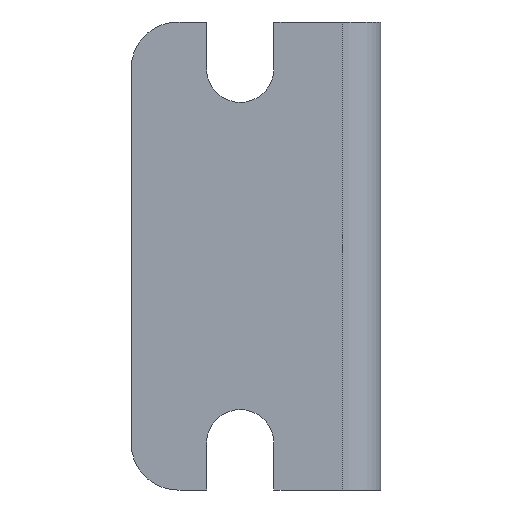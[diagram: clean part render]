
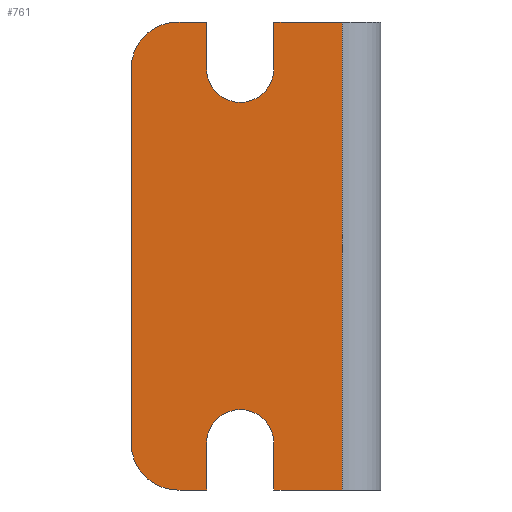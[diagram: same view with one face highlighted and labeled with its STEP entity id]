
A CAD part, front view. The second image highlights one B-rep face of the part: STEP entity #761.
In plain terms, the highlighted planar face has unit normal (0, -1, 0).
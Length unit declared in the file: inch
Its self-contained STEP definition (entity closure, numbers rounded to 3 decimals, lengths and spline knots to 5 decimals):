
#3 = DIRECTION ( 'NONE',  ( 0., 0., 1. ) ) ;
#10 = DIRECTION ( 'NONE',  ( 0., -1., 0. ) ) ;
#11 = CARTESIAN_POINT ( 'NONE',  ( -0.8125, 0., -0.93701 ) ) ;
#15 = CARTESIAN_POINT ( 'NONE',  ( -1., 0., -0.74951 ) ) ;
#24 = VECTOR ( 'NONE', #358, 39.37008 ) ;
#33 = VECTOR ( 'NONE', #184, 39.37008 ) ;
#38 = ORIENTED_EDGE ( 'NONE', *, *, #564, .T. ) ;
#74 = CIRCLE ( 'NONE', #720, 0.135 ) ;
#78 = CARTESIAN_POINT ( 'NONE',  ( -0.69799, 0., 0.93701 ) ) ;
#82 = EDGE_CURVE ( 'NONE', #609, #147, #562, .T. ) ;
#90 = CARTESIAN_POINT ( 'NONE',  ( -0.8125, 0., -0.74951 ) ) ;
#133 = CARTESIAN_POINT ( 'NONE',  ( -0.56299, 0., 0.75 ) ) ;
#147 = VERTEX_POINT ( 'NONE', #11 ) ;
#156 = VERTEX_POINT ( 'NONE', #15 ) ;
#157 = DIRECTION ( 'NONE',  ( 1., 0., 0. ) ) ;
#166 = CARTESIAN_POINT ( 'NONE',  ( -0.155, 0., 0.93701 ) ) ;
#178 = CARTESIAN_POINT ( 'NONE',  ( -0.56299, 0., -0.75 ) ) ;
#184 = DIRECTION ( 'NONE',  ( -1., 0., 0. ) ) ;
#186 = ORIENTED_EDGE ( 'NONE', *, *, #808, .T. ) ;
#190 = VECTOR ( 'NONE', #293, 39.37008 ) ;
#193 = DIRECTION ( 'NONE',  ( 1., 0., 0. ) ) ;
#195 = VERTEX_POINT ( 'NONE', #349 ) ;
#199 = LINE ( 'NONE', #394, #716 ) ;
#214 = CARTESIAN_POINT ( 'NONE',  ( -0.42799, 0., 0.75 ) ) ;
#218 = CARTESIAN_POINT ( 'NONE',  ( -0.42799, 0., 0.93701 ) ) ;
#227 = ORIENTED_EDGE ( 'NONE', *, *, #874, .T. ) ;
#230 = CARTESIAN_POINT ( 'NONE',  ( 0., 0., 0.93701 ) ) ;
#239 = VERTEX_POINT ( 'NONE', #166 ) ;
#242 = DIRECTION ( 'NONE',  ( -1., 0., 0. ) ) ;
#246 = VERTEX_POINT ( 'NONE', #417 ) ;
#260 = EDGE_CURVE ( 'NONE', #609, #780, #376, .T. ) ;
#264 = ORIENTED_EDGE ( 'NONE', *, *, #751, .T. ) ;
#274 = LINE ( 'NONE', #438, #33 ) ;
#277 = ORIENTED_EDGE ( 'NONE', *, *, #784, .T. ) ;
#293 = DIRECTION ( 'NONE',  ( -1., 0., 0. ) ) ;
#319 = CARTESIAN_POINT ( 'NONE',  ( -0.69799, 0., 0.93701 ) ) ;
#320 = AXIS2_PLACEMENT_3D ( 'NONE', #731, #323, #804 ) ;
#321 = CARTESIAN_POINT ( 'NONE',  ( -0.69799, 0., 0.75 ) ) ;
#323 = DIRECTION ( 'NONE',  ( 0., -1., 0. ) ) ;
#327 = CARTESIAN_POINT ( 'NONE',  ( -0.69799, 0., -0.93701 ) ) ;
#332 = FACE_OUTER_BOUND ( 'NONE', #822, .T. ) ;
#337 = DIRECTION ( 'NONE',  ( -1., 0., 0. ) ) ;
#349 = CARTESIAN_POINT ( 'NONE',  ( -0.42799, 0., -0.75 ) ) ;
#358 = DIRECTION ( 'NONE',  ( 0., 0., 1. ) ) ;
#376 = LINE ( 'NONE', #699, #24 ) ;
#394 = CARTESIAN_POINT ( 'NONE',  ( -0.155, 0., 0.93701 ) ) ;
#400 = EDGE_CURVE ( 'NONE', #780, #195, #74, .T. ) ;
#403 = AXIS2_PLACEMENT_3D ( 'NONE', #133, #589, #193 ) ;
#407 = CARTESIAN_POINT ( 'NONE',  ( -1., 0., 0.93701 ) ) ;
#415 = ORIENTED_EDGE ( 'NONE', *, *, #478, .F. ) ;
#417 = CARTESIAN_POINT ( 'NONE',  ( -1., 0., 0.74951 ) ) ;
#426 = LINE ( 'NONE', #865, #725 ) ;
#438 = CARTESIAN_POINT ( 'NONE',  ( 0., 0., -0.93701 ) ) ;
#456 = VERTEX_POINT ( 'NONE', #572 ) ;
#462 = LINE ( 'NONE', #830, #818 ) ;
#465 = AXIS2_PLACEMENT_3D ( 'NONE', #90, #547, #157 ) ;
#467 = VERTEX_POINT ( 'NONE', #792 ) ;
#469 = EDGE_CURVE ( 'NONE', #239, #778, #426, .T. ) ;
#474 = DIRECTION ( 'NONE',  ( 1., 0., 0. ) ) ;
#477 = DIRECTION ( 'NONE',  ( 0., 0., -1. ) ) ;
#478 = EDGE_CURVE ( 'NONE', #456, #823, #274, .T. ) ;
#491 = VECTOR ( 'NONE', #3, 39.37008 ) ;
#503 = VECTOR ( 'NONE', #579, 39.37008 ) ;
#509 = DIRECTION ( 'NONE',  ( -1., 0., 0. ) ) ;
#513 = AXIS2_PLACEMENT_3D ( 'NONE', #678, #10, #474 ) ;
#539 = EDGE_CURVE ( 'NONE', #195, #823, #875, .T. ) ;
#541 = ORIENTED_EDGE ( 'NONE', *, *, #539, .T. ) ;
#544 = VERTEX_POINT ( 'NONE', #319 ) ;
#547 = DIRECTION ( 'NONE',  ( 0., -1., 0. ) ) ;
#562 = LINE ( 'NONE', #821, #581 ) ;
#564 = EDGE_CURVE ( 'NONE', #754, #573, #663, .T. ) ;
#569 = EDGE_CURVE ( 'NONE', #467, #246, #683, .T. ) ;
#572 = CARTESIAN_POINT ( 'NONE',  ( -0.155, 0., -0.93701 ) ) ;
#573 = VERTEX_POINT ( 'NONE', #321 ) ;
#579 = DIRECTION ( 'NONE',  ( 0., 0., -1. ) ) ;
#581 = VECTOR ( 'NONE', #337, 39.37008 ) ;
#589 = DIRECTION ( 'NONE',  ( 0., 1., 0. ) ) ;
#601 = CIRCLE ( 'NONE', #465, 0.1875 ) ;
#607 = ORIENTED_EDGE ( 'NONE', *, *, #400, .T. ) ;
#609 = VERTEX_POINT ( 'NONE', #327 ) ;
#615 = DIRECTION ( 'NONE',  ( 0., 0., -1. ) ) ;
#620 = ORIENTED_EDGE ( 'NONE', *, *, #82, .F. ) ;
#636 = ORIENTED_EDGE ( 'NONE', *, *, #801, .T. ) ;
#643 = DIRECTION ( 'NONE',  ( 0., 1., 0. ) ) ;
#651 = LINE ( 'NONE', #407, #794 ) ;
#653 = CARTESIAN_POINT ( 'NONE',  ( -0.42799, 0., -0.93701 ) ) ;
#663 = CIRCLE ( 'NONE', #403, 0.135 ) ;
#673 = ORIENTED_EDGE ( 'NONE', *, *, #569, .T. ) ;
#678 = CARTESIAN_POINT ( 'NONE',  ( 0., 0., 0.93701 ) ) ;
#683 = CIRCLE ( 'NONE', #320, 0.1875 ) ;
#684 = CARTESIAN_POINT ( 'NONE',  ( -0.69799, 0., -0.75 ) ) ;
#689 = CARTESIAN_POINT ( 'NONE',  ( -0.42799, 0., -0.93701 ) ) ;
#699 = CARTESIAN_POINT ( 'NONE',  ( -0.69799, 0., -0.93701 ) ) ;
#716 = VECTOR ( 'NONE', #820, 39.37008 ) ;
#720 = AXIS2_PLACEMENT_3D ( 'NONE', #178, #643, #242 ) ;
#723 = LINE ( 'NONE', #230, #190 ) ;
#725 = VECTOR ( 'NONE', #509, 39.37008 ) ;
#726 = EDGE_CURVE ( 'NONE', #239, #456, #199, .T. ) ;
#729 = ORIENTED_EDGE ( 'NONE', *, *, #260, .T. ) ;
#731 = CARTESIAN_POINT ( 'NONE',  ( -0.8125, 0., 0.74951 ) ) ;
#751 = EDGE_CURVE ( 'NONE', #573, #544, #866, .T. ) ;
#752 = PLANE ( 'NONE',  #513 ) ;
#754 = VERTEX_POINT ( 'NONE', #214 ) ;
#761 = ADVANCED_FACE ( 'NONE', ( #332 ), #752, .T. ) ;
#764 = ORIENTED_EDGE ( 'NONE', *, *, #726, .F. ) ;
#778 = VERTEX_POINT ( 'NONE', #218 ) ;
#780 = VERTEX_POINT ( 'NONE', #684 ) ;
#784 = EDGE_CURVE ( 'NONE', #778, #754, #462, .T. ) ;
#792 = CARTESIAN_POINT ( 'NONE',  ( -0.8125, 0., 0.93701 ) ) ;
#794 = VECTOR ( 'NONE', #615, 39.37008 ) ;
#801 = EDGE_CURVE ( 'NONE', #246, #156, #651, .T. ) ;
#802 = ORIENTED_EDGE ( 'NONE', *, *, #469, .T. ) ;
#804 = DIRECTION ( 'NONE',  ( 1., 0., 0. ) ) ;
#808 = EDGE_CURVE ( 'NONE', #156, #147, #601, .T. ) ;
#818 = VECTOR ( 'NONE', #477, 39.37008 ) ;
#820 = DIRECTION ( 'NONE',  ( 0., 0., -1. ) ) ;
#821 = CARTESIAN_POINT ( 'NONE',  ( 0., 0., -0.93701 ) ) ;
#822 = EDGE_LOOP ( 'NONE', ( #227, #673, #636, #186, #620, #729, #607, #541, #415, #764, #802, #277, #38, #264 ) ) ;
#823 = VERTEX_POINT ( 'NONE', #689 ) ;
#830 = CARTESIAN_POINT ( 'NONE',  ( -0.42799, 0., 0.93701 ) ) ;
#865 = CARTESIAN_POINT ( 'NONE',  ( 0., 0., 0.93701 ) ) ;
#866 = LINE ( 'NONE', #78, #491 ) ;
#874 = EDGE_CURVE ( 'NONE', #544, #467, #723, .T. ) ;
#875 = LINE ( 'NONE', #653, #503 ) ;
